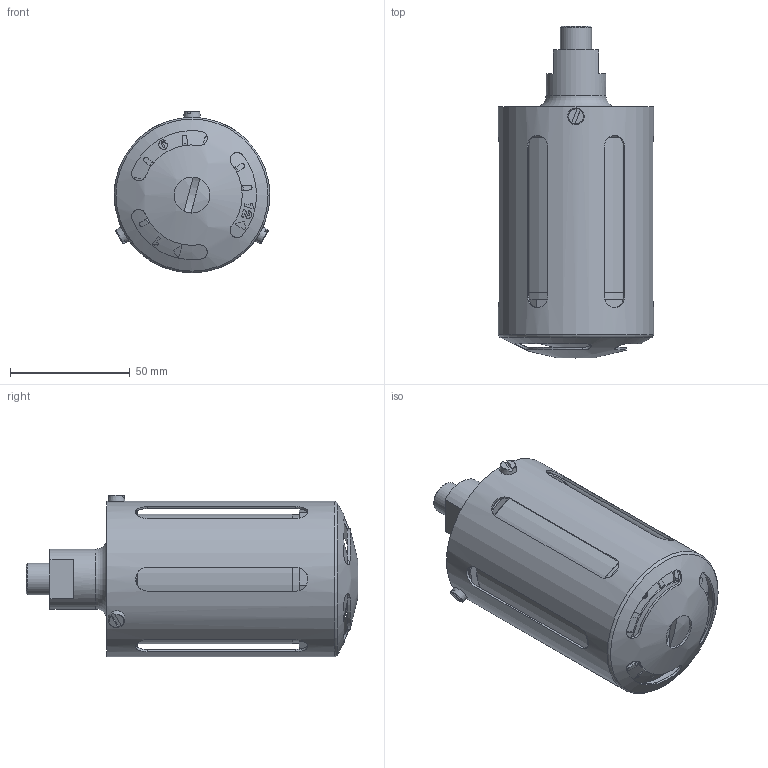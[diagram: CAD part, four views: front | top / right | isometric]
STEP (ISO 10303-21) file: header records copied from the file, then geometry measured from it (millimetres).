
FILE_DESCRIPTION((''),'2;1');
FILE_NAME('FLEX Schutzgehäuse inkl. Stützkonsole G1_4a x G1_4i_26.001.633.stp','2013-08-23T10:25:52',('002164'),(''),'Autodesk Inventor 2013','Autodesk Inventor 2013','');
FILE_SCHEMA(('AUTOMOTIVE_DESIGN { 1 0 10303 214 1 1 1 1 }'));
Length unit declared in the file: millimetre
Products named in the file (23): anfsg02a; anflk01c mit Dichtung; anflk01c; andsk01d; anfls01b; DIN EN ISO 1207 M4 x 6; Seite 1 Abmaße_FLEX; Gehäuse; SK BAT 01 B; skpla04b; sknap01b; Drehschalter; Drehschalter_Oring_verbaut; verdrängungskörper; skkol01h; Schwamm_aufgequollen2; Gehäusedeckel für Betriebsanleitung; Gehäusedeckel für Betriebsanleitung_teil 3; skgde02b_teil1; Gehäusedeckel für Betriebsanleitung_teil 2; skfed01_einbau; fett_125; Etikett perma Flex
Assembly tree (24 placements, depth 4):
  anfsg02a
    anflk01c mit Dichtung
      anflk01c
      andsk01d
    anfls01b
    DIN EN ISO 1207 M4 x 6  x3
    Seite 1 Abmaße_FLEX
      Gehäuse
      SK BAT 01 B
      skpla04b
      sknap01b
      Drehschalter
      Drehschalter_Oring_verbaut
      verdrängungskörper
      skkol01h
      Schwamm_aufgequollen2
      Gehäusedeckel für Betriebsanleitung
        Gehäusedeckel für Betriebsanleitung_teil 3
        skgde02b_teil1
        Gehäusedeckel für Betriebsanleitung_teil 2
      skfed01_einbau
      fett_125
      Etikett perma Flex
Bounding box: 65 x 138.8 x 67.6 mm (x, y, z)
Volume: 251364.7 mm3; surface area: 171003.6 mm2
Topology: 21 solids, 21 shells, 1148 faces, 2920 edges, 1895 vertices
Faces by surface type: plane 575, cylinder 221, bspline 126, cone 105, torus 87, sphere 34
Full cylindrical faces by diameter (mm): 1.6 x1, 2 x5, 3.2 x1, 3.242 x3, 3.4 x1, 3.571 x3, 4 x3, 5 x3, 5.4 x1, 5.6 x2, 6 x1, 6.5 x2, 6.6 x2, 7 x1, 8.1 x1, 11.445 x1, 12.2 x1, 13.157 x1, 15 x1, 20 x3, 21 x1, 21.3 x1, 24.45 x1, 25 x3, 26.4 x2, 27.6 x1, 28.5 x3, 30.3 x1, 31 x1, 31.1 x1
Entity records: 39998 total; most frequent: CARTESIAN_POINT 13709, ORIENTED_EDGE 5196, DIRECTION 4989, EDGE_CURVE 2598, AXIS2_PLACEMENT_3D 1833, VERTEX_POINT 1820, EDGE_LOOP 1484, VECTOR 1323
